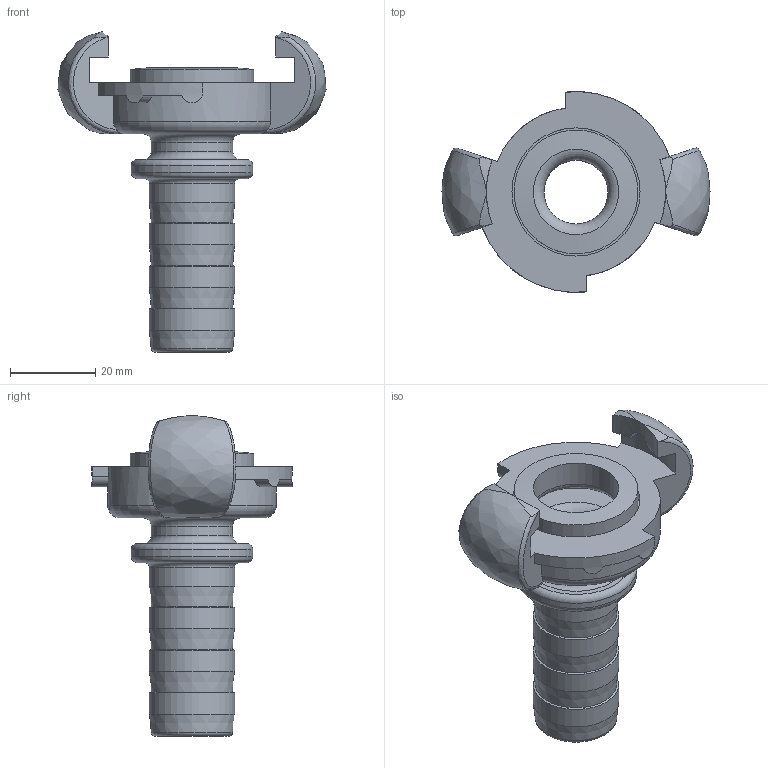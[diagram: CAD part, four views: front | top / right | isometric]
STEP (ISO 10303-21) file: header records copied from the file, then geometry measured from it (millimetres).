
FILE_DESCRIPTION(/* description */ (''),/* implementation_level */ '2;1');
FILE_NAME(/* name */ 'skb_19_fl.stp',/* time_stamp */ '2020-03-31T09:36:14+02:00',/* author */ ('schnellinger'),/* organization */ (''),/* preprocessor_version */ 'ST-DEVELOPER v17',/* originating_system */ 'Autodesk Inventor 2018',/* authorisation */ '0 mm^3');
FILE_SCHEMA (('AUTOMOTIVE_DESIGN { 1 0 10303 214 3 1 1 }'));
Length unit declared in the file: millimetre
Products named in the file (1): LUE_00002843_Shrinkwrap_1
Bounding box: 62.77 x 47.01 x 75 mm (x, y, z)
Volume: 25641.6 mm3; surface area: 16788.9 mm2
Topology: 2 solids, 2 shells, 77 faces, 220 edges, 152 vertices
Faces by surface type: cylinder 26, plane 23, torus 9, cone 9, bspline 6, sphere 4
Full cylindrical faces by diameter (mm): 15 x1, 19 x1, 20 x5, 28.5 x1, 29 x1, 30 x1, 34.5 x1, 35 x1
Entity records: 3502 total; most frequent: CARTESIAN_POINT 1361, ORIENTED_EDGE 440, DIRECTION 411, EDGE_CURVE 220, AXIS2_PLACEMENT_3D 174, VERTEX_POINT 152, CIRCLE 102, EDGE_LOOP 86
